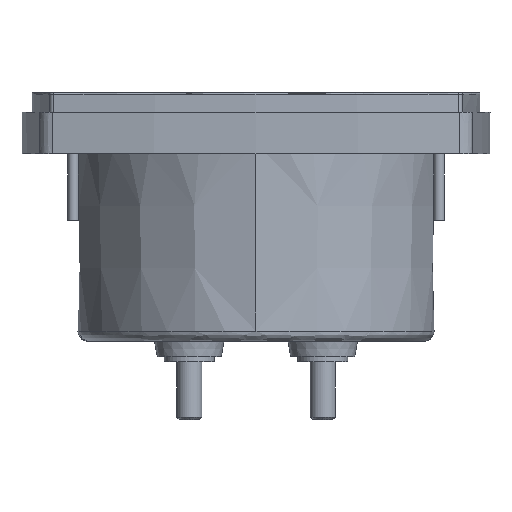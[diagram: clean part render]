
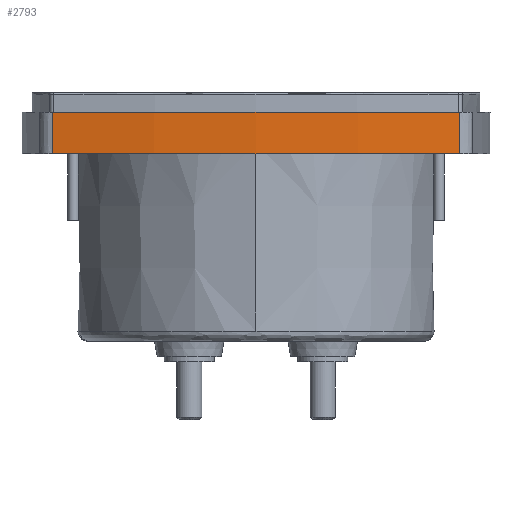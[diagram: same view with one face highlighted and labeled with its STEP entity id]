
A CAD part, front view. The second image highlights one B-rep face of the part: STEP entity #2793.
In plain terms, the highlighted conical face has half-angle 0.5 degrees and reference radius 230.069 mm.
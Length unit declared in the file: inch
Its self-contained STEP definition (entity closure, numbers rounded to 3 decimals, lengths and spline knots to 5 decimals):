
#1178 = DIRECTION ( 'NONE',  ( 1., 0., 0. ) ) ;
#2793 = ADVANCED_FACE ( 'NONE', ( #14182 ), #5565, .T. ) ;
#4860 = VERTEX_POINT ( 'NONE', #12547 ) ;
#5114 = CARTESIAN_POINT ( 'NONE',  ( -0.00004, 7.91938, 0.10236 ) ) ;
#5565 = CONICAL_SURFACE ( 'NONE', #22531, 9.05783, 0.009 ) ;
#6088 = EDGE_LOOP ( 'NONE', ( #8273, #11537, #17791, #21922 ) ) ;
#6268 = CARTESIAN_POINT ( 'NONE',  ( -30.38393, -170.00708, 19645.66929 ) ) ;
#6903 = DIRECTION ( 'NONE',  ( 0., 0., -1. ) ) ;
#7679 = VERTEX_POINT ( 'NONE', #21593 ) ;
#8256 = DIRECTION ( 'NONE',  ( 0., 0., -1. ) ) ;
#8273 = ORIENTED_EDGE ( 'NONE', *, *, #11214, .T. ) ;
#10282 = CIRCLE ( 'NONE', #25712, 9.05512 ) ;
#11214 = EDGE_CURVE ( 'NONE', #12267, #7679, #24597, .T. ) ;
#11537 = ORIENTED_EDGE ( 'NONE', *, *, #12675, .F. ) ;
#12267 = VERTEX_POINT ( 'NONE', #26241 ) ;
#12547 = CARTESIAN_POINT ( 'NONE',  ( -1.52429, -1.00653, -0.20866 ) ) ;
#12675 = EDGE_CURVE ( 'NONE', #4860, #7679, #26967, .T. ) ;
#14182 = FACE_OUTER_BOUND ( 'NONE', #6088, .T. ) ;
#14244 = DIRECTION ( 'NONE',  ( 0.001, -0.009, 1. ) ) ;
#16212 = LINE ( 'NONE', #27969, #16219 ) ;
#16219 = VECTOR ( 'NONE', #14244, 39.37008 ) ;
#17791 = ORIENTED_EDGE ( 'NONE', *, *, #19035, .F. ) ;
#17842 = AXIS2_PLACEMENT_3D ( 'NONE', #28810, #8256, #22163 ) ;
#18899 = VECTOR ( 'NONE', #24993, 39.37008 ) ;
#19035 = EDGE_CURVE ( 'NONE', #27387, #4860, #10282, .T. ) ;
#21593 = CARTESIAN_POINT ( 'NONE',  ( -1.52475, -1.0092, 0.10236 ) ) ;
#21922 = ORIENTED_EDGE ( 'NONE', *, *, #23404, .T. ) ;
#22163 = DIRECTION ( 'NONE',  ( 1., 0., 0. ) ) ;
#22531 = AXIS2_PLACEMENT_3D ( 'NONE', #5114, #28221, #1178 ) ;
#23356 = DIRECTION ( 'NONE',  ( 1., 0., 0. ) ) ;
#23404 = EDGE_CURVE ( 'NONE', #27387, #12267, #16212, .T. ) ;
#24597 = CIRCLE ( 'NONE', #17842, 9.05783 ) ;
#24993 = DIRECTION ( 'NONE',  ( -0.001, -0.009, 1. ) ) ;
#25712 = AXIS2_PLACEMENT_3D ( 'NONE', #27587, #6903, #23356 ) ;
#25815 = CARTESIAN_POINT ( 'NONE',  ( 1.5242, -1.00653, -0.20866 ) ) ;
#26241 = CARTESIAN_POINT ( 'NONE',  ( 1.52466, -1.0092, 0.10236 ) ) ;
#26967 = LINE ( 'NONE', #6268, #18899 ) ;
#27387 = VERTEX_POINT ( 'NONE', #25815 ) ;
#27587 = CARTESIAN_POINT ( 'NONE',  ( -0.00004, 7.91938, -0.20866 ) ) ;
#27969 = CARTESIAN_POINT ( 'NONE',  ( 1.5242, -1.00653, -0.20866 ) ) ;
#28221 = DIRECTION ( 'NONE',  ( 0., 0., 1. ) ) ;
#28810 = CARTESIAN_POINT ( 'NONE',  ( -0.00004, 7.91938, 0.10236 ) ) ;
